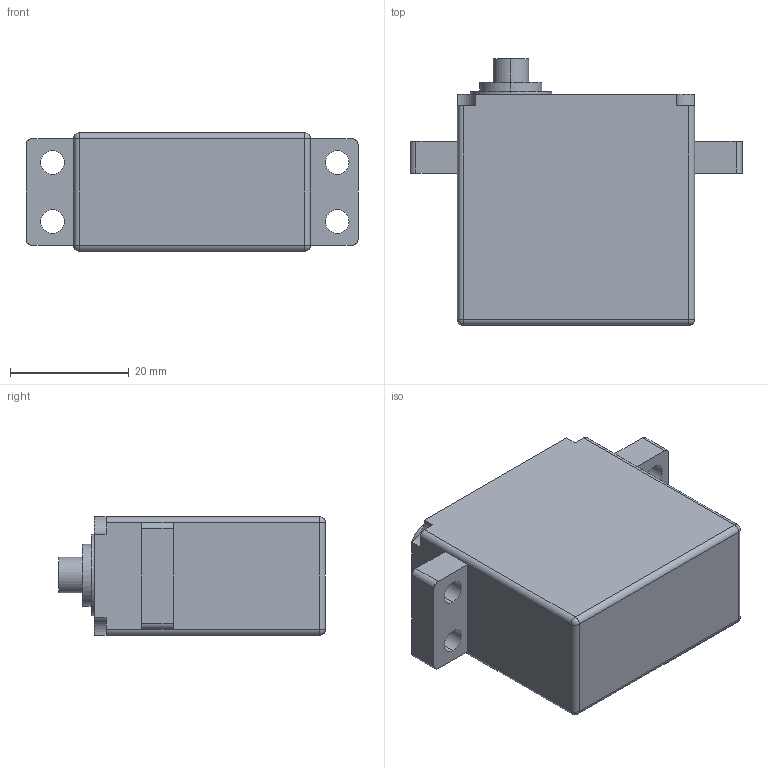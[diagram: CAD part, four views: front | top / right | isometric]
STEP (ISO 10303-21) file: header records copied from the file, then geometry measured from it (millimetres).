
FILE_DESCRIPTION (( 'STEP AP214' ), '1' );
FILE_NAME ('聆彸.STEP', '2025-09-04T06:51:20', ( '' ), ( '' ), 'SwSTEP 2.0', 'SolidWorks 2024', '' );
FILE_SCHEMA (( 'AUTOMOTIVE_DESIGN' ));
Length unit declared in the file: millimetre
Products named in the file (1): 测试
Bounding box: 56 x 45 x 20 mm (x, y, z)
Volume: 32661.6 mm3; surface area: 7208.4 mm2
Topology: 1 solids, 1 shells, 62 faces, 152 edges, 92 vertices
Faces by surface type: cylinder 32, plane 26, sphere 4
Entity records: 1835 total; most frequent: DIRECTION 338, CARTESIAN_POINT 303, ORIENTED_EDGE 296, EDGE_CURVE 148, AXIS2_PLACEMENT_3D 127, VERTEX_POINT 92, VECTOR 84, LINE 84
